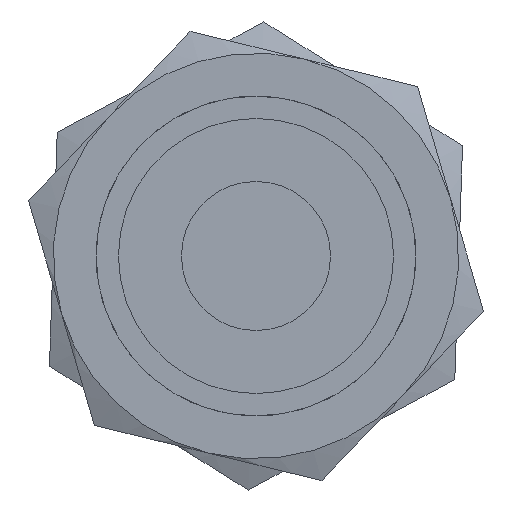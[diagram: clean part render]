
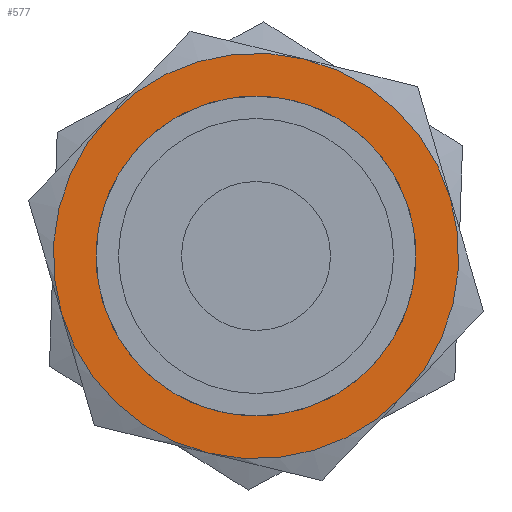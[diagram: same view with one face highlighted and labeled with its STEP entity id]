
A CAD part, front view. The second image highlights one B-rep face of the part: STEP entity #577.
In plain terms, the highlighted planar face has unit normal (0, -1, 0).
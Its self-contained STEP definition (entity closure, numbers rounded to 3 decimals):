
#96=PLANE('',#674);
#152=ORIENTED_EDGE('',*,*,#264,.T.);
#153=ORIENTED_EDGE('',*,*,#265,.T.);
#154=ORIENTED_EDGE('',*,*,#266,.T.);
#155=ORIENTED_EDGE('',*,*,#267,.T.);
#156=ORIENTED_EDGE('',*,*,#268,.T.);
#157=ORIENTED_EDGE('',*,*,#269,.T.);
#158=ORIENTED_EDGE('',*,*,#270,.T.);
#264=EDGE_CURVE('',#332,#332,#382,.T.);
#265=EDGE_CURVE('',#333,#334,#383,.T.);
#266=EDGE_CURVE('',#334,#335,#384,.T.);
#267=EDGE_CURVE('',#335,#336,#385,.T.);
#268=EDGE_CURVE('',#336,#337,#386,.T.);
#269=EDGE_CURVE('',#337,#338,#387,.T.);
#270=EDGE_CURVE('',#338,#333,#388,.T.);
#332=VERTEX_POINT('',#970);
#333=VERTEX_POINT('',#972);
#334=VERTEX_POINT('',#973);
#335=VERTEX_POINT('',#975);
#336=VERTEX_POINT('',#977);
#337=VERTEX_POINT('',#979);
#338=VERTEX_POINT('',#981);
#382=CIRCLE('',#675,6.975);
#383=CIRCLE('',#676,8.84);
#384=CIRCLE('',#677,8.84);
#385=CIRCLE('',#678,8.84);
#386=CIRCLE('',#679,8.84);
#387=CIRCLE('',#680,8.84);
#388=CIRCLE('',#681,8.84);
#444=EDGE_LOOP('',(#152));
#445=EDGE_LOOP('',(#153,#154,#155,#156,#157,#158));
#516=FACE_BOUND('',#444,.T.);
#517=FACE_BOUND('',#445,.T.);
#577=ADVANCED_FACE('',(#516,#517),#96,.T.);
#674=AXIS2_PLACEMENT_3D('',#968,#813,#814);
#675=AXIS2_PLACEMENT_3D('',#969,#815,#816);
#676=AXIS2_PLACEMENT_3D('',#971,#817,#818);
#677=AXIS2_PLACEMENT_3D('',#974,#819,#820);
#678=AXIS2_PLACEMENT_3D('',#976,#821,#822);
#679=AXIS2_PLACEMENT_3D('',#978,#823,#824);
#680=AXIS2_PLACEMENT_3D('',#980,#825,#826);
#681=AXIS2_PLACEMENT_3D('',#982,#827,#828);
#813=DIRECTION('',(0.,-1.,0.));
#814=DIRECTION('',(0.,0.,-1.));
#815=DIRECTION('',(0.,1.,0.));
#816=DIRECTION('',(1.,0.,0.));
#817=DIRECTION('',(0.,-1.,0.));
#818=DIRECTION('',(0.,0.,-1.));
#819=DIRECTION('',(0.,-1.,0.));
#820=DIRECTION('',(0.,0.,-1.));
#821=DIRECTION('',(0.,-1.,0.));
#822=DIRECTION('',(0.,0.,-1.));
#823=DIRECTION('',(0.,-1.,0.));
#824=DIRECTION('',(0.,0.,-1.));
#825=DIRECTION('',(0.,-1.,0.));
#826=DIRECTION('',(0.,0.,-1.));
#827=DIRECTION('',(0.,-1.,0.));
#828=DIRECTION('',(0.,0.,-1.));
#968=CARTESIAN_POINT('',(0.,0.,0.));
#969=CARTESIAN_POINT('',(0.,0.,0.));
#970=CARTESIAN_POINT('',(6.975,0.,0.));
#971=CARTESIAN_POINT('',(0.,0.,0.));
#972=CARTESIAN_POINT('',(4.42,0.,7.656));
#973=CARTESIAN_POINT('',(-4.42,0.,7.656));
#974=CARTESIAN_POINT('',(0.,0.,0.));
#975=CARTESIAN_POINT('',(-8.84,0.,0.));
#976=CARTESIAN_POINT('',(0.,0.,0.));
#977=CARTESIAN_POINT('',(-4.42,0.,-7.656));
#978=CARTESIAN_POINT('',(0.,0.,0.));
#979=CARTESIAN_POINT('',(4.42,0.,-7.656));
#980=CARTESIAN_POINT('',(0.,0.,0.));
#981=CARTESIAN_POINT('',(8.84,0.,0.));
#982=CARTESIAN_POINT('',(0.,0.,0.));
